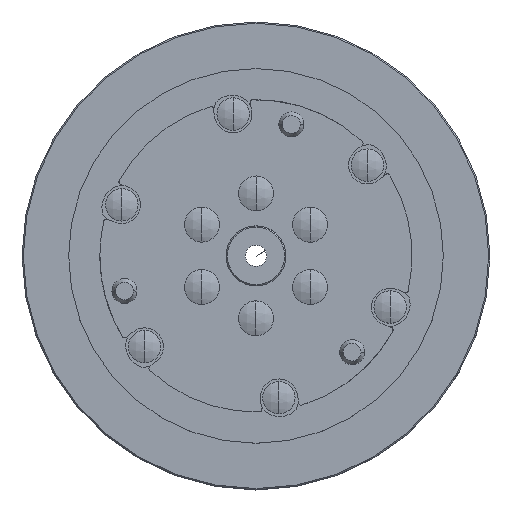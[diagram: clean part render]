
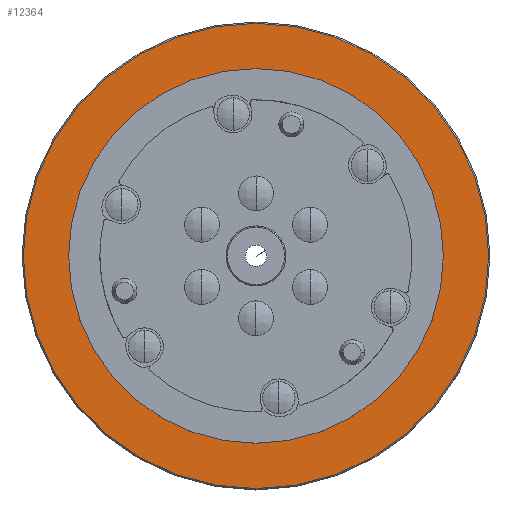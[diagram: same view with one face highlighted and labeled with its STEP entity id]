
A CAD part, top view. The second image highlights one B-rep face of the part: STEP entity #12364.
In plain terms, the highlighted planar face has unit normal (0, 0, 1).
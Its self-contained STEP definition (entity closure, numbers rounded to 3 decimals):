
#72 = CIRCLE ( 'NONE', #23279, 75. ) ;
#319 = VERTEX_POINT ( 'NONE', #17137 ) ;
#476 = EDGE_CURVE ( 'NONE', #14568, #16309, #8007, .T. ) ;
#513 = EDGE_CURVE ( 'NONE', #17645, #319, #4591, .T. ) ;
#530 = AXIS2_PLACEMENT_3D ( 'NONE', #17666, #6857, #19481 ) ;
#1730 = AXIS2_PLACEMENT_3D ( 'NONE', #9000, #12623, #1773 ) ;
#1754 = AXIS2_PLACEMENT_3D ( 'NONE', #14202, #3353, #16015 ) ;
#1773 = DIRECTION ( 'NONE',  ( -1., 0., 0. ) ) ;
#3353 = DIRECTION ( 'NONE',  ( 0., 0., 1. ) ) ;
#4591 = CIRCLE ( 'NONE', #1754, 93.15 ) ;
#6313 = ORIENTED_EDGE ( 'NONE', *, *, #16772, .T. ) ;
#6857 = DIRECTION ( 'NONE',  ( 0., 0., -1. ) ) ;
#7214 = CARTESIAN_POINT ( 'NONE',  ( 0., 0., 32.412 ) ) ;
#7763 = CARTESIAN_POINT ( 'NONE',  ( -75., 0., 32.412 ) ) ;
#8007 = CIRCLE ( 'NONE', #530, 75. ) ;
#8723 = CARTESIAN_POINT ( 'NONE',  ( 0., 0., 32.412 ) ) ;
#9000 = CARTESIAN_POINT ( 'NONE',  ( 0., 93.65, 32.412 ) ) ;
#9031 = DIRECTION ( 'NONE',  ( -1., 0., 0. ) ) ;
#10529 = DIRECTION ( 'NONE',  ( -1., 0., 0. ) ) ;
#10629 = CIRCLE ( 'NONE', #17550, 93.15 ) ;
#12364 = ADVANCED_FACE ( 'NONE', ( #12839, #22424 ), #19789, .F. ) ;
#12623 = DIRECTION ( 'NONE',  ( 0., 0., -1. ) ) ;
#12839 = FACE_OUTER_BOUND ( 'NONE', #18778, .T. ) ;
#14010 = ORIENTED_EDGE ( 'NONE', *, *, #513, .T. ) ;
#14202 = CARTESIAN_POINT ( 'NONE',  ( 0., 0., 32.412 ) ) ;
#14568 = VERTEX_POINT ( 'NONE', #7763 ) ;
#15183 = CARTESIAN_POINT ( 'NONE',  ( 75., 0., 32.412 ) ) ;
#16015 = DIRECTION ( 'NONE',  ( -1., 0., 0. ) ) ;
#16309 = VERTEX_POINT ( 'NONE', #15183 ) ;
#16772 = EDGE_CURVE ( 'NONE', #319, #17645, #10629, .T. ) ;
#17137 = CARTESIAN_POINT ( 'NONE',  ( 93.15, 0., 32.412 ) ) ;
#17550 = AXIS2_PLACEMENT_3D ( 'NONE', #8723, #21325, #10529 ) ;
#17645 = VERTEX_POINT ( 'NONE', #22211 ) ;
#17666 = CARTESIAN_POINT ( 'NONE',  ( 0., 0., 32.412 ) ) ;
#18314 = EDGE_LOOP ( 'NONE', ( #23045, #19296 ) ) ;
#18778 = EDGE_LOOP ( 'NONE', ( #14010, #6313 ) ) ;
#19296 = ORIENTED_EDGE ( 'NONE', *, *, #21743, .T. ) ;
#19481 = DIRECTION ( 'NONE',  ( -1., 0., 0. ) ) ;
#19789 = PLANE ( 'NONE',  #1730 ) ;
#19818 = DIRECTION ( 'NONE',  ( 0., 0., -1. ) ) ;
#21325 = DIRECTION ( 'NONE',  ( 0., 0., 1. ) ) ;
#21743 = EDGE_CURVE ( 'NONE', #16309, #14568, #72, .T. ) ;
#22211 = CARTESIAN_POINT ( 'NONE',  ( -93.15, 0., 32.412 ) ) ;
#22424 = FACE_BOUND ( 'NONE', #18314, .T. ) ;
#23045 = ORIENTED_EDGE ( 'NONE', *, *, #476, .T. ) ;
#23279 = AXIS2_PLACEMENT_3D ( 'NONE', #7214, #19818, #9031 ) ;
